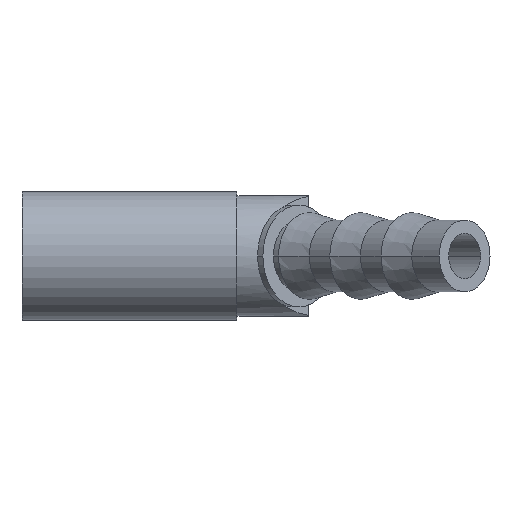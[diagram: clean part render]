
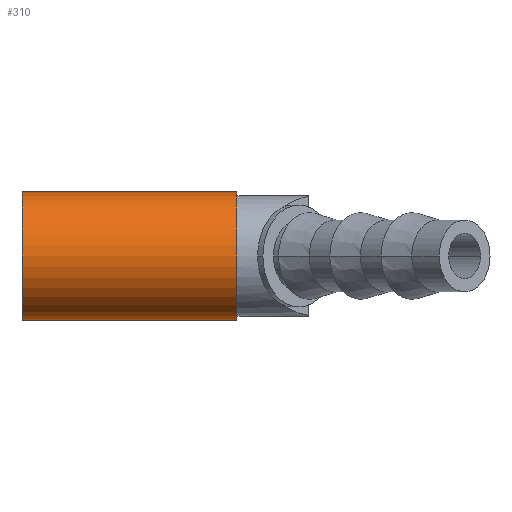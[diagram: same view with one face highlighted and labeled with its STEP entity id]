
A CAD part, front view. The second image highlights one B-rep face of the part: STEP entity #310.
In plain terms, the highlighted cylindrical face has radius 8.5 mm (diameter 17 mm), a partial arc.
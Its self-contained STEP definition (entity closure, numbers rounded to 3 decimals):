
#310 = ADVANCED_FACE ( 'NONE', ( #3987 ), #1934, .T. ) ;
#339 = ORIENTED_EDGE ( 'NONE', *, *, #8257, .F. ) ;
#381 = DIRECTION ( 'NONE',  ( -1., 0., 0. ) ) ;
#690 = CARTESIAN_POINT ( 'NONE',  ( 0., 0., 0. ) ) ;
#767 = DIRECTION ( 'NONE',  ( 0., 0., 1. ) ) ;
#842 = CIRCLE ( 'NONE', #2205, 8.5 ) ;
#907 = ORIENTED_EDGE ( 'NONE', *, *, #8248, .T. ) ;
#1026 = CARTESIAN_POINT ( 'NONE',  ( 28.5, 0., 0. ) ) ;
#1264 = EDGE_CURVE ( 'NONE', #1362, #7054, #842, .T. ) ;
#1362 = VERTEX_POINT ( 'NONE', #5516 ) ;
#1382 = AXIS2_PLACEMENT_3D ( 'NONE', #690, #4546, #7833 ) ;
#1707 = LINE ( 'NONE', #3162, #2511 ) ;
#1934 = CYLINDRICAL_SURFACE ( 'NONE', #1382, 8.5 ) ;
#2205 = AXIS2_PLACEMENT_3D ( 'NONE', #4618, #3416, #767 ) ;
#2511 = VECTOR ( 'NONE', #381, 1000. ) ;
#3162 = CARTESIAN_POINT ( 'NONE',  ( 0., 0., -8.5 ) ) ;
#3416 = DIRECTION ( 'NONE',  ( -1., 0., 0. ) ) ;
#3635 = DIRECTION ( 'NONE',  ( 0., 0., 1. ) ) ;
#3987 = FACE_OUTER_BOUND ( 'NONE', #7184, .T. ) ;
#4103 = DIRECTION ( 'NONE',  ( -1., 0., 0. ) ) ;
#4397 = ORIENTED_EDGE ( 'NONE', *, *, #5654, .T. ) ;
#4546 = DIRECTION ( 'NONE',  ( -1., 0., 0. ) ) ;
#4618 = CARTESIAN_POINT ( 'NONE',  ( 0., 0., 0. ) ) ;
#4779 = CARTESIAN_POINT ( 'NONE',  ( 0., 0., 8.5 ) ) ;
#4780 = VERTEX_POINT ( 'NONE', #7487 ) ;
#5516 = CARTESIAN_POINT ( 'NONE',  ( 0., 0., -8.5 ) ) ;
#5654 = EDGE_CURVE ( 'NONE', #4780, #7054, #8116, .T. ) ;
#6412 = CARTESIAN_POINT ( 'NONE',  ( 28.5, 0., -8.5 ) ) ;
#6609 = VECTOR ( 'NONE', #4103, 1000. ) ;
#6883 = AXIS2_PLACEMENT_3D ( 'NONE', #1026, #6970, #3635 ) ;
#6970 = DIRECTION ( 'NONE',  ( -1., 0., 0. ) ) ;
#7054 = VERTEX_POINT ( 'NONE', #7452 ) ;
#7184 = EDGE_LOOP ( 'NONE', ( #339, #907, #4397, #7234 ) ) ;
#7234 = ORIENTED_EDGE ( 'NONE', *, *, #1264, .F. ) ;
#7452 = CARTESIAN_POINT ( 'NONE',  ( 0., 0., 8.5 ) ) ;
#7487 = CARTESIAN_POINT ( 'NONE',  ( 28.5, 0., 8.5 ) ) ;
#7521 = VERTEX_POINT ( 'NONE', #6412 ) ;
#7833 = DIRECTION ( 'NONE',  ( 0., 0., 1. ) ) ;
#8103 = CIRCLE ( 'NONE', #6883, 8.5 ) ;
#8116 = LINE ( 'NONE', #4779, #6609 ) ;
#8248 = EDGE_CURVE ( 'NONE', #7521, #4780, #8103, .T. ) ;
#8257 = EDGE_CURVE ( 'NONE', #7521, #1362, #1707, .T. ) ;
